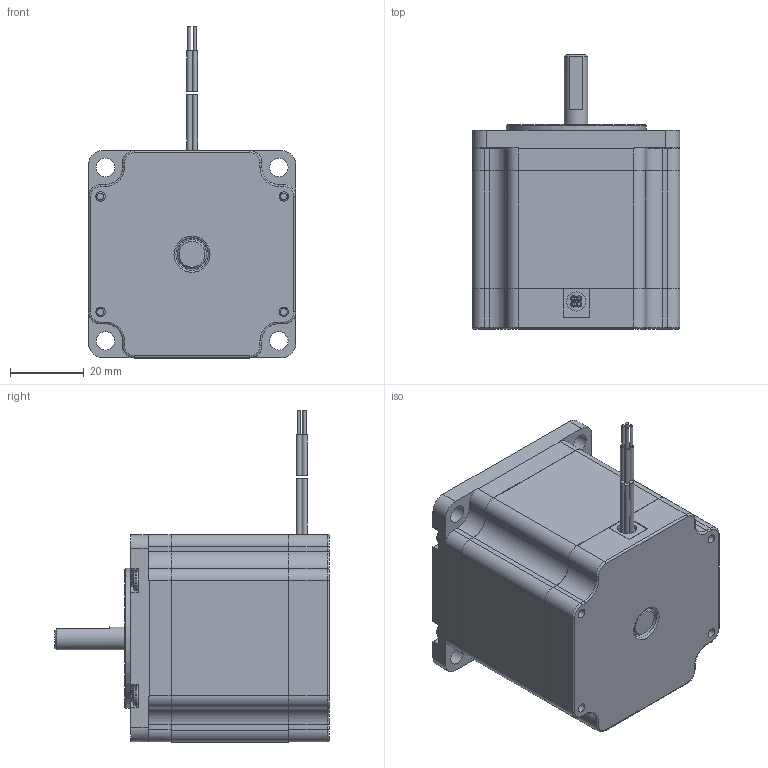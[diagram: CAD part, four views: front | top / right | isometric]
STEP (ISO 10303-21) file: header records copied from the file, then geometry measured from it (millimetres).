
FILE_DESCRIPTION((''),'1');
FILE_NAME('MH2-2222S-01 Rev C, 2.4A Nema23 Standalone Dbl-Stack.stp', '2017-11-22T14:11:12',(''), (''), 'KCM Version 1.1.2206.0', 'KeyCreator', '');
FILE_SCHEMA(('AUTOMOTIVE_DESIGN'));
Length unit declared in the file: inch
Bounding box: 56.42 x 74.6 x 90.26 mm (x, y, z)
Volume: 134899.8 mm3; surface area: 58034.4 mm2
Topology: 28 solids, 28 shells, 746 faces, 1741 edges, 1067 vertices
Faces by surface type: plane 290, cone 278, cylinder 149, torus 25, sphere 4
Full cylindrical faces by diameter (mm): 0.833 x4, 1.5 x8, 1.694 x7, 2.5 x4, 3 x4, 3.175 x12, 5 x4, 5.226 x1, 6.35 x1, 8 x4, 8.788 x1, 10 x2, 10.414 x1, 13.208 x1, 21 x1, 22 x2, 22.003 x2, 34.487 x1, 34.854 x1, 35.357 x2, 37.211 x1, 38.1 x1, 39.246 x1
Entity records: 21763 total; most frequent: DIRECTION 3866, CARTESIAN_POINT 3769, ORIENTED_EDGE 3482, EDGE_CURVE 1741, AXIS2_PLACEMENT_3D 1460, VERTEX_POINT 1067, VECTOR 946, LINE 946
